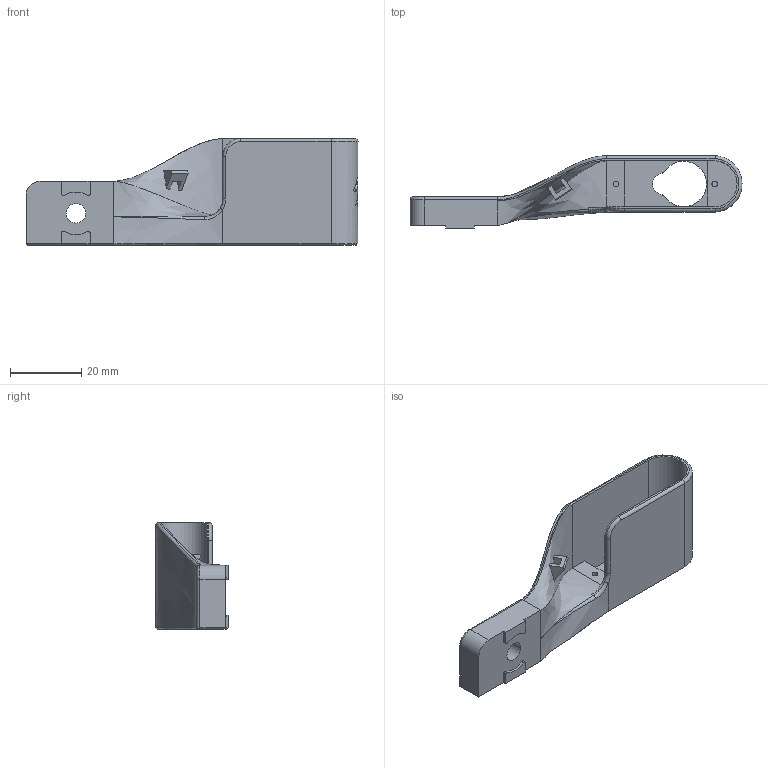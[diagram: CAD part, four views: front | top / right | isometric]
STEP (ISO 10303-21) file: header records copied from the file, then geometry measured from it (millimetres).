
FILE_DESCRIPTION(/* description */ (''),/* implementation_level */ '2;1');
FILE_NAME(/* name */ 'servo_holder_stock.step',/* time_stamp */ '2024-07-18T23:41:08+05:30',/* author */ (''),/* organization */ (''),/* preprocessor_version */ 'ST-DEVELOPER v20',/* originating_system */ 'Autodesk Translation Framework v13.14.0.145',/* authorisation */ '');
FILE_SCHEMA (('AUTOMOTIVE_DESIGN { 1 0 10303 214 3 1 1 }'));
Length unit declared in the file: millimetre
Products named in the file (1): servo_holder_stock
Bounding box: 93.31 x 20.36 x 30 mm (x, y, z)
Volume: 13110 mm3; surface area: 9503.7 mm2
Topology: 1 solids, 1 shells, 102 faces, 253 edges, 158 vertices
Faces by surface type: plane 54, cylinder 26, bspline 13, cone 6, torus 3
Full cylindrical faces by diameter (mm): 1.6 x2, 5.5 x1, 11 x1
Entity records: 3802 total; most frequent: CARTESIAN_POINT 1388, ORIENTED_EDGE 504, DIRECTION 471, EDGE_CURVE 252, AXIS2_PLACEMENT_3D 168, VERTEX_POINT 158, LINE 135, VECTOR 135
